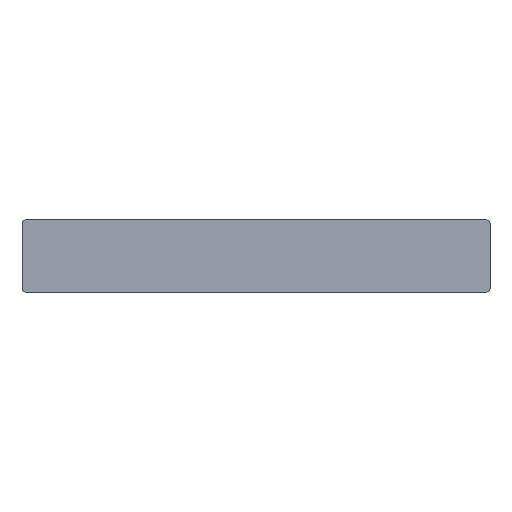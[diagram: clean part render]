
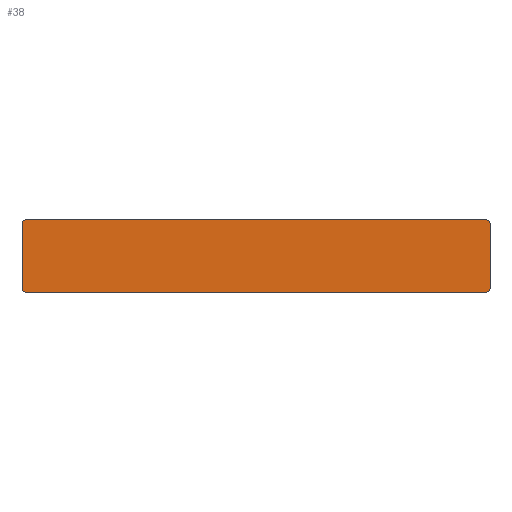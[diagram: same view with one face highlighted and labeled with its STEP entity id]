
A CAD part, top view. The second image highlights one B-rep face of the part: STEP entity #38.
In plain terms, the highlighted planar face has unit normal (0, 0, 1).
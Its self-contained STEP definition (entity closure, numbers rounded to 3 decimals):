
#38=ADVANCED_FACE('',(#54),#48,.T.);
#48=PLANE('',#207);
#54=FACE_OUTER_BOUND('',#64,.T.);
#64=EDGE_LOOP('',(#82,#83,#84,#85,#86,#87,#88,#89));
#74=CIRCLE('',#203,0.5);
#75=CIRCLE('',#204,0.5);
#76=CIRCLE('',#205,0.5);
#77=CIRCLE('',#206,0.5);
#82=ORIENTED_EDGE('',*,*,#146,.T.);
#83=ORIENTED_EDGE('',*,*,#147,.T.);
#84=ORIENTED_EDGE('',*,*,#148,.T.);
#85=ORIENTED_EDGE('',*,*,#149,.T.);
#86=ORIENTED_EDGE('',*,*,#150,.T.);
#87=ORIENTED_EDGE('',*,*,#151,.T.);
#88=ORIENTED_EDGE('',*,*,#152,.T.);
#89=ORIENTED_EDGE('',*,*,#153,.T.);
#130=VERTEX_POINT('',#277);
#131=VERTEX_POINT('',#278);
#132=VERTEX_POINT('',#280);
#133=VERTEX_POINT('',#282);
#134=VERTEX_POINT('',#284);
#135=VERTEX_POINT('',#286);
#136=VERTEX_POINT('',#288);
#137=VERTEX_POINT('',#290);
#146=EDGE_CURVE('',#130,#131,#170,.T.);
#147=EDGE_CURVE('',#131,#132,#74,.T.);
#148=EDGE_CURVE('',#132,#133,#171,.T.);
#149=EDGE_CURVE('',#133,#134,#75,.T.);
#150=EDGE_CURVE('',#134,#135,#172,.T.);
#151=EDGE_CURVE('',#135,#136,#76,.T.);
#152=EDGE_CURVE('',#136,#137,#173,.T.);
#153=EDGE_CURVE('',#137,#130,#77,.T.);
#170=LINE('',#276,#186);
#171=LINE('',#281,#187);
#172=LINE('',#285,#188);
#173=LINE('',#289,#189);
#186=VECTOR('',#223,1.);
#187=VECTOR('',#226,1.);
#188=VECTOR('',#229,1.);
#189=VECTOR('',#232,1.);
#203=AXIS2_PLACEMENT_3D('',#279,#224,#225);
#204=AXIS2_PLACEMENT_3D('',#283,#227,#228);
#205=AXIS2_PLACEMENT_3D('',#287,#230,#231);
#206=AXIS2_PLACEMENT_3D('',#291,#233,#234);
#207=AXIS2_PLACEMENT_3D('',#292,#235,#236);
#223=DIRECTION('',(0.,1.,0.));
#224=DIRECTION('',(0.,0.,1.));
#225=DIRECTION('',(1.,0.,0.));
#226=DIRECTION('',(-1.,0.,0.));
#227=DIRECTION('',(0.,0.,1.));
#228=DIRECTION('',(0.,1.,0.));
#229=DIRECTION('',(0.,-1.,0.));
#230=DIRECTION('',(0.,0.,1.));
#231=DIRECTION('',(-1.,0.,0.));
#232=DIRECTION('',(1.,0.,0.));
#233=DIRECTION('',(0.,0.,1.));
#234=DIRECTION('',(0.,-1.,0.));
#235=DIRECTION('',(0.,0.,1.));
#236=DIRECTION('',(-1.,0.,0.));
#276=CARTESIAN_POINT('',(35.25,-4.925,0.));
#277=CARTESIAN_POINT('',(35.25,-4.925,0.));
#278=CARTESIAN_POINT('',(35.25,4.925,0.));
#279=CARTESIAN_POINT('',(34.75,4.925,0.));
#280=CARTESIAN_POINT('',(34.75,5.425,0.));
#281=CARTESIAN_POINT('',(34.75,5.425,0.));
#282=CARTESIAN_POINT('',(-34.75,5.425,0.));
#283=CARTESIAN_POINT('',(-34.75,4.925,0.));
#284=CARTESIAN_POINT('',(-35.25,4.925,0.));
#285=CARTESIAN_POINT('',(-35.25,4.925,0.));
#286=CARTESIAN_POINT('',(-35.25,-4.925,0.));
#287=CARTESIAN_POINT('',(-34.75,-4.925,0.));
#288=CARTESIAN_POINT('',(-34.75,-5.425,0.));
#289=CARTESIAN_POINT('',(-34.75,-5.425,0.));
#290=CARTESIAN_POINT('',(34.75,-5.425,0.));
#291=CARTESIAN_POINT('',(34.75,-4.925,0.));
#292=CARTESIAN_POINT('',(0.,0.,0.));
